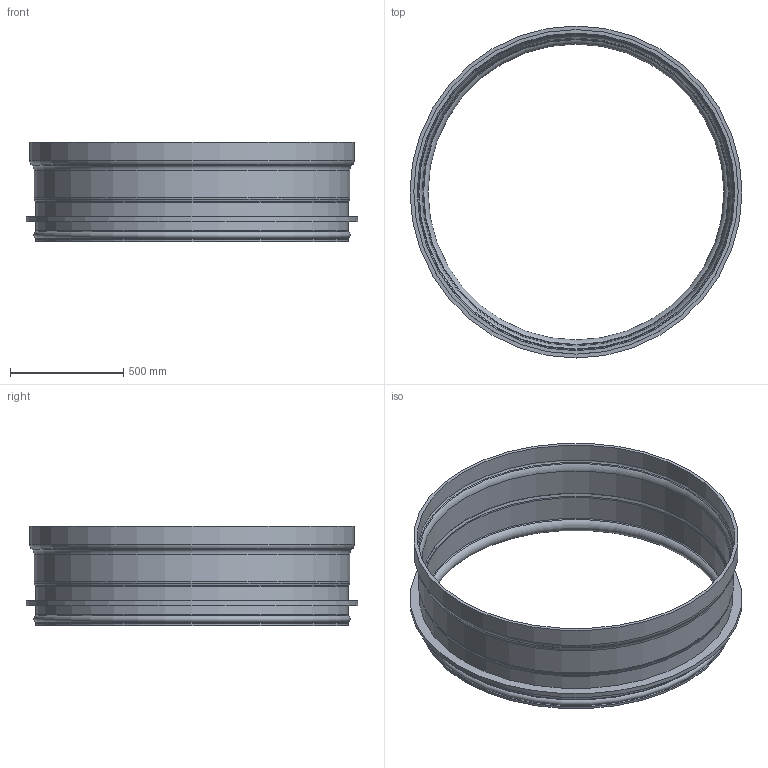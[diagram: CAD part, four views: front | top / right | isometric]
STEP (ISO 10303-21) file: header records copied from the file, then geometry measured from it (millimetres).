
FILE_DESCRIPTION(/* description */ (''),/* implementation_level */ '2;1');
FILE_NAME(/* name */ '16189.100X_3D.stp',/* time_stamp */ '2024-12-12T06:55:55+01:00',/* author */ ('CAD'),/* organization */ (''),/* preprocessor_version */ 'ST-DEVELOPER v20',/* originating_system */ 'AutoCAD Mechanical',/* authorisation */ '');
FILE_SCHEMA (('AUTOMOTIVE_DESIGN { 1 0 10303 214 3 1 1 }'));
Length unit declared in the file: centimetre
Products named in the file (2): Product; *S0
Assembly tree (1 placements, depth 2):
  Product
    *S0
Bounding box: 1463 x 1463 x 440 mm (x, y, z)
Volume: 37278469.7 mm3; surface area: 5145039.9 mm2
Topology: 3 solids, 3 shells, 35 faces, 86 edges, 59 vertices
Faces by surface type: torus 15, cylinder 10, plane 6, cone 4
Full cylindrical faces by diameter (mm): 1350 x2, 1360 x1, 1380 x2, 1382 x1, 1390 x1, 1400 x1, 1430 x1, 1463 x1
Entity records: 1166 total; most frequent: DIRECTION 232, CARTESIAN_POINT 183, ORIENTED_EDGE 168, AXIS2_PLACEMENT_3D 108, EDGE_CURVE 84, CIRCLE 70, VERTEX_POINT 55, EDGE_LOOP 41
